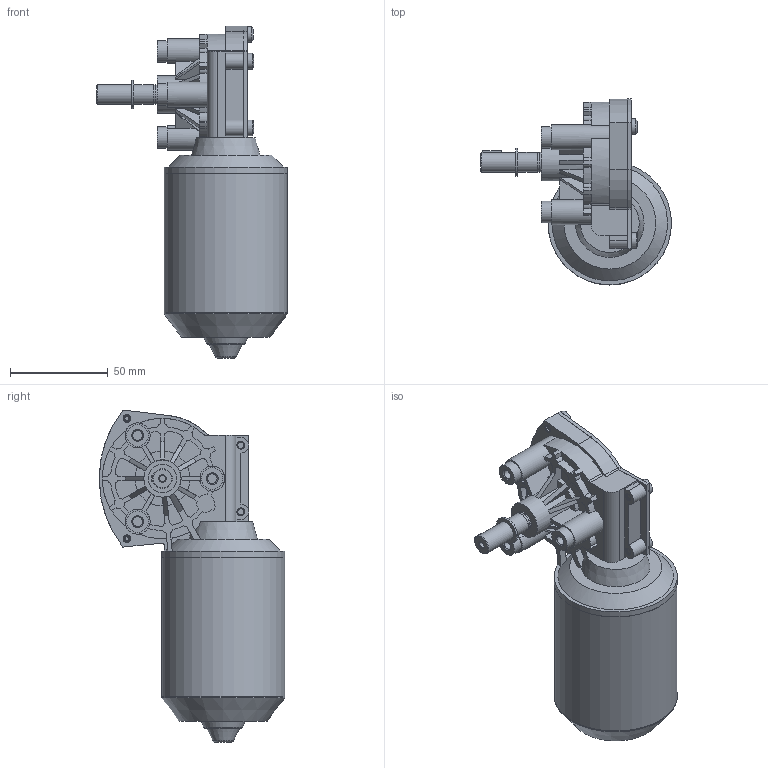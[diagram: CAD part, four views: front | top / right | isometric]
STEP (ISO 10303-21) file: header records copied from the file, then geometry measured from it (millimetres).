
FILE_DESCRIPTION(/* description */ (''),/* implementation_level */ '2;1');
FILE_NAME(/* name */ 'Motor 43048424 v1.step',/* time_stamp */ '2021-01-11T17:49:21+01:00',/* author */ (''),/* organization */ (''),/* preprocessor_version */ 'ST-DEVELOPER v18.1',/* originating_system */ 'Autodesk Translation Framework v9.7.0.1280',/* authorisation */ '');
FILE_SCHEMA (('AUTOMOTIVE_DESIGN { 1 0 10303 214 3 1 1 }'));
Length unit declared in the file: millimetre
Products named in the file (1): Motor 43048424
Bounding box: 97.5 x 94.85 x 169.5 mm (x, y, z)
Volume: 384570 mm3; surface area: 46448.6 mm2
Topology: 1 solids, 3 shells, 381 faces, 1024 edges, 673 vertices
Faces by surface type: plane 214, cylinder 130, cone 31, bspline 4, torus 2
Full cylindrical faces by diameter (mm): 2.803 x2, 3.242 x5, 4 x2, 4.3 x4, 4.917 x3, 8 x4, 9.6 x1, 10 x3, 11 x3, 14.5 x1, 19 x1, 62.8 x1, 63 x2
Entity records: 12639 total; most frequent: CARTESIAN_POINT 2446, DIRECTION 2118, ORIENTED_EDGE 2048, EDGE_CURVE 1024, AXIS2_PLACEMENT_3D 788, VERTEX_POINT 673, LINE 542, VECTOR 542
